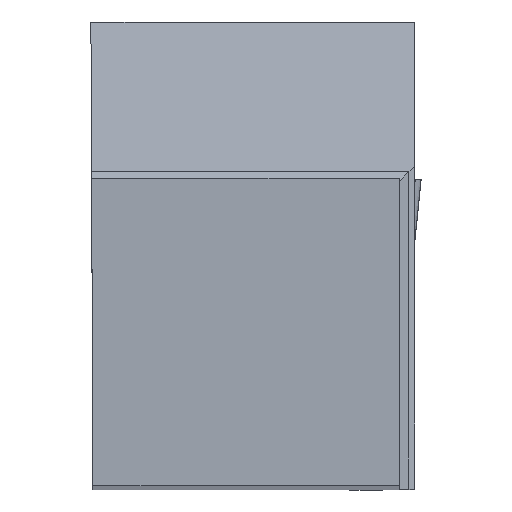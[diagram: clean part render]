
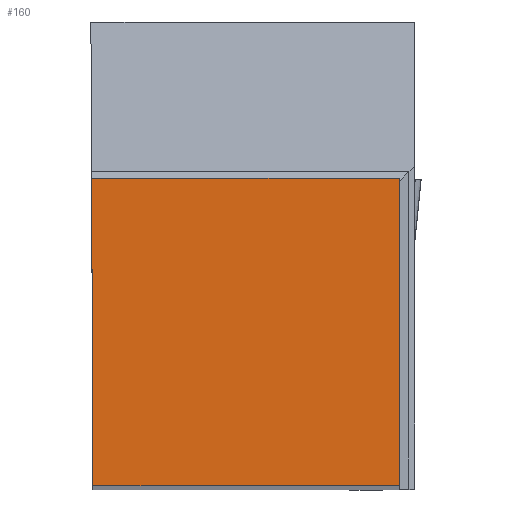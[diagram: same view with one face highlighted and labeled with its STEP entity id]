
A CAD part, top view. The second image highlights one B-rep face of the part: STEP entity #160.
In plain terms, the highlighted planar face has unit normal (0, 0, 1).
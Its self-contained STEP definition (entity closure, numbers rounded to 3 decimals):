
#160=ADVANCED_FACE('BLANK_BOXF006',(#264),#207,.F.);
#207=PLANE('',#1306);
#264=FACE_OUTER_BOUND('',#321,.T.);
#321=EDGE_LOOP('',(#838,#839,#840,#841));
#440=LINE('',#2044,#576);
#445=LINE('',#2053,#581);
#449=LINE('',#2061,#585);
#450=LINE('',#2063,#586);
#576=VECTOR('',#1540,1.);
#581=VECTOR('',#1549,1.);
#585=VECTOR('',#1555,1.);
#586=VECTOR('',#1556,1.);
#838=ORIENTED_EDGE('',*,*,#1156,.T.);
#839=ORIENTED_EDGE('',*,*,#1157,.T.);
#840=ORIENTED_EDGE('',*,*,#1152,.T.);
#841=ORIENTED_EDGE('',*,*,#1147,.T.);
#1008=VERTEX_POINT('',#2043);
#1009=VERTEX_POINT('',#2045);
#1011=VERTEX_POINT('',#2054);
#1014=VERTEX_POINT('',#2062);
#1147=EDGE_CURVE('',#1009,#1008,#440,.T.);
#1152=EDGE_CURVE('',#1011,#1009,#445,.T.);
#1156=EDGE_CURVE('',#1008,#1014,#449,.T.);
#1157=EDGE_CURVE('',#1014,#1011,#450,.T.);
#1306=AXIS2_PLACEMENT_3D('',#2064,#1557,#1558);
#1540=DIRECTION('',(1.,0.,0.));
#1549=DIRECTION('',(0.004,-1.,0.));
#1555=DIRECTION('',(0.,1.,0.));
#1556=DIRECTION('',(-1.,0.,0.));
#1557=DIRECTION('',(0.,0.,-1.));
#1558=DIRECTION('',(0.,-1.,0.));
#2043=CARTESIAN_POINT('',(15.875,0.,0.));
#2044=CARTESIAN_POINT('',(-125.35,0.,0.));
#2045=CARTESIAN_POINT('',(0.069,0.,0.));
#2053=CARTESIAN_POINT('',(-0.478,125.349,0.));
#2054=CARTESIAN_POINT('',(0.,15.875,0.));
#2061=CARTESIAN_POINT('',(15.875,-125.35,0.));
#2062=CARTESIAN_POINT('',(15.875,15.875,0.));
#2063=CARTESIAN_POINT('',(125.35,15.875,0.));
#2064=CARTESIAN_POINT('',(16.675,-5.,0.));
